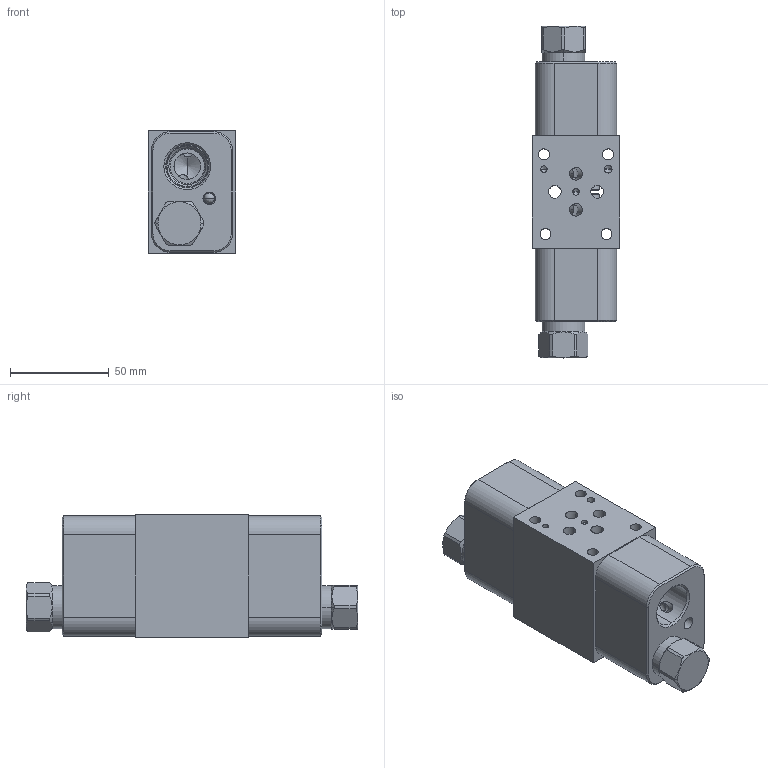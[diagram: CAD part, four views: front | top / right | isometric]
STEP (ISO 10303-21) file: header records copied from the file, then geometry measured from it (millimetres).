
FILE_DESCRIPTION((''),'2;1');
FILE_NAME('EB9_ASM','2023-08-23T',('ProEService'),(''),'PRO/ENGINEER BY PARAMETRIC TECHNOLOGY CORPORATION, 2014200','PRO/ENGINEER BY PARAMETRIC TECHNOLOGY CORPORATION, 2014200','');
FILE_SCHEMA(('CONFIG_CONTROL_DESIGN'));
Length unit declared in the file: inch
Products named in the file (7): 153-078; CXDAXCN; 850-004-250; 500-001-012; 700-002; 811-001-006; EB9_ASM
Assembly tree (11 placements, depth 2):
  EB9_ASM
    153-078
    CXDAXCN  x2
    850-004-250  x2
    500-001-012  x4
    700-002
    811-001-006
Bounding box: 44.45 x 168.3 x 61.93 mm (x, y, z)
Volume: 296156 mm3; surface area: 67217.5 mm2
Topology: 9 solids, 9 shells, 489 faces, 1513 edges, 1201 vertices
Faces by surface type: cylinder 212, cone 104, plane 78, torus 40, bspline 22, sphere 17, revolution 16
Entity records: 20494 total; most frequent: CARTESIAN_POINT 10435, DIRECTION 2066, ORIENTED_EDGE 1752, EDGE_CURVE 876, AXIS2_PLACEMENT_3D 728, VECTOR 602, LINE 602, VERTEX_POINT 554
